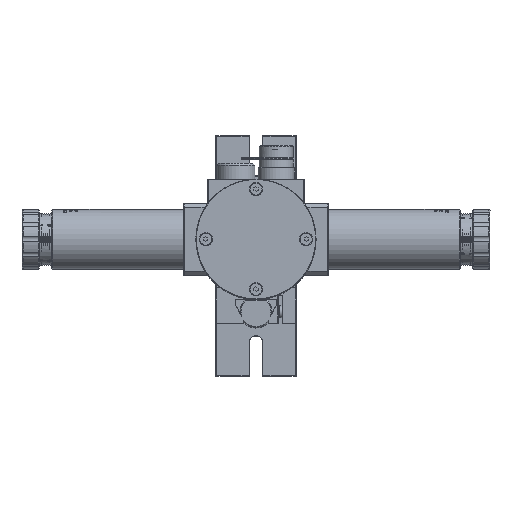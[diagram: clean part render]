
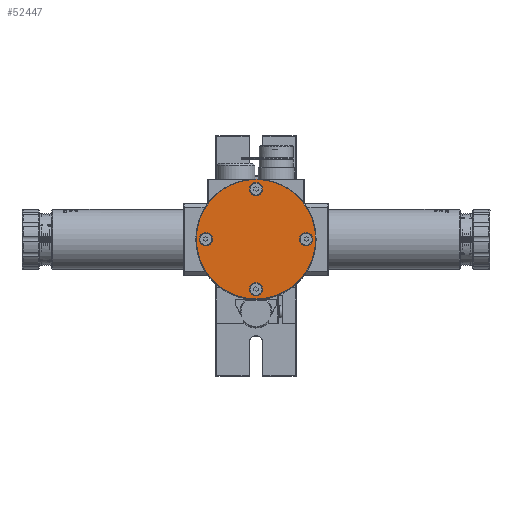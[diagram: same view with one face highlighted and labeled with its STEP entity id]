
A CAD part, top view. The second image highlights one B-rep face of the part: STEP entity #52447.
In plain terms, the highlighted planar face has unit normal (0, 0, 1).
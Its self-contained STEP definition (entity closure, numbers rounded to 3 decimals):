
#3471=FACE_BOUND('',#9291,.T.);
#3472=FACE_BOUND('',#9292,.T.);
#3473=FACE_BOUND('',#9293,.T.);
#3474=FACE_BOUND('',#9294,.T.);
#4233=PLANE('',#55695);
#6309=FACE_OUTER_BOUND('',#9290,.T.);
#9290=EDGE_LOOP('',(#39580));
#9291=EDGE_LOOP('',(#39581,#39582));
#9292=EDGE_LOOP('',(#39583,#39584));
#9293=EDGE_LOOP('',(#39585,#39586));
#9294=EDGE_LOOP('',(#39587,#39588));
#19248=CIRCLE('',#55669,3.25);
#19249=CIRCLE('',#55670,3.25);
#19254=CIRCLE('',#55677,3.25);
#19255=CIRCLE('',#55678,3.25);
#19260=CIRCLE('',#55685,3.25);
#19261=CIRCLE('',#55686,3.25);
#19266=CIRCLE('',#55693,3.25);
#19267=CIRCLE('',#55694,3.25);
#19268=CIRCLE('',#55696,29.8);
#22468=VERTEX_POINT('',#100694);
#22469=VERTEX_POINT('',#100696);
#22474=VERTEX_POINT('',#100710);
#22475=VERTEX_POINT('',#100712);
#22480=VERTEX_POINT('',#100726);
#22481=VERTEX_POINT('',#100728);
#22486=VERTEX_POINT('',#100742);
#22487=VERTEX_POINT('',#100744);
#22488=VERTEX_POINT('',#100748);
#28615=EDGE_CURVE('',#22468,#22469,#19248,.T.);
#28616=EDGE_CURVE('',#22469,#22468,#19249,.T.);
#28623=EDGE_CURVE('',#22474,#22475,#19254,.T.);
#28624=EDGE_CURVE('',#22475,#22474,#19255,.T.);
#28631=EDGE_CURVE('',#22480,#22481,#19260,.T.);
#28632=EDGE_CURVE('',#22481,#22480,#19261,.T.);
#28639=EDGE_CURVE('',#22486,#22487,#19266,.T.);
#28640=EDGE_CURVE('',#22487,#22486,#19267,.T.);
#28641=EDGE_CURVE('',#22488,#22488,#19268,.T.);
#39580=ORIENTED_EDGE('',*,*,#28641,.F.);
#39581=ORIENTED_EDGE('',*,*,#28616,.F.);
#39582=ORIENTED_EDGE('',*,*,#28615,.F.);
#39583=ORIENTED_EDGE('',*,*,#28624,.F.);
#39584=ORIENTED_EDGE('',*,*,#28623,.F.);
#39585=ORIENTED_EDGE('',*,*,#28632,.F.);
#39586=ORIENTED_EDGE('',*,*,#28631,.F.);
#39587=ORIENTED_EDGE('',*,*,#28640,.F.);
#39588=ORIENTED_EDGE('',*,*,#28639,.F.);
#52447=ADVANCED_FACE('',(#6309,#3471,#3472,#3473,#3474),#4233,.F.);
#55669=AXIS2_PLACEMENT_3D('',#100697,#62714,#62715);
#55670=AXIS2_PLACEMENT_3D('',#100698,#62716,#62717);
#55677=AXIS2_PLACEMENT_3D('',#100713,#62732,#62733);
#55678=AXIS2_PLACEMENT_3D('',#100714,#62734,#62735);
#55685=AXIS2_PLACEMENT_3D('',#100729,#62750,#62751);
#55686=AXIS2_PLACEMENT_3D('',#100730,#62752,#62753);
#55693=AXIS2_PLACEMENT_3D('',#100745,#62768,#62769);
#55694=AXIS2_PLACEMENT_3D('',#100746,#62770,#62771);
#55695=AXIS2_PLACEMENT_3D('',#100747,#62772,#62773);
#55696=AXIS2_PLACEMENT_3D('',#100749,#62774,#62775);
#62714=DIRECTION('center_axis',(0.,0.,
1.));
#62715=DIRECTION('ref_axis',(1.,0.,0.));
#62716=DIRECTION('center_axis',(0.,0.,
1.));
#62717=DIRECTION('ref_axis',(1.,0.,0.));
#62732=DIRECTION('center_axis',(0.,0.,
1.));
#62733=DIRECTION('ref_axis',(1.,0.,0.));
#62734=DIRECTION('center_axis',(0.,0.,
1.));
#62735=DIRECTION('ref_axis',(1.,0.,0.));
#62750=DIRECTION('center_axis',(0.,0.,
1.));
#62751=DIRECTION('ref_axis',(1.,0.,0.));
#62752=DIRECTION('center_axis',(0.,0.,
1.));
#62753=DIRECTION('ref_axis',(1.,0.,0.));
#62768=DIRECTION('center_axis',(0.,0.,
1.));
#62769=DIRECTION('ref_axis',(1.,0.,0.));
#62770=DIRECTION('center_axis',(0.,0.,
1.));
#62771=DIRECTION('ref_axis',(1.,0.,0.));
#62772=DIRECTION('center_axis',(0.,0.,
-1.));
#62773=DIRECTION('ref_axis',(-1.,0.,0.));
#62774=DIRECTION('center_axis',(0.,0.,
-1.));
#62775=DIRECTION('ref_axis',(-1.,0.,0.));
#100694=CARTESIAN_POINT('',(32.75,62.76,242.));
#100696=CARTESIAN_POINT('',(39.25,62.76,242.));
#100697=CARTESIAN_POINT('Origin',(36.,62.76,242.));
#100698=CARTESIAN_POINT('Origin',(36.,62.76,242.));
#100710=CARTESIAN_POINT('',(7.75,37.76,242.));
#100712=CARTESIAN_POINT('',(14.25,37.76,242.));
#100713=CARTESIAN_POINT('Origin',(11.,37.76,242.));
#100714=CARTESIAN_POINT('Origin',(11.,37.76,242.));
#100726=CARTESIAN_POINT('',(32.75,12.76,242.));
#100728=CARTESIAN_POINT('',(39.25,12.76,242.));
#100729=CARTESIAN_POINT('Origin',(36.,12.76,242.));
#100730=CARTESIAN_POINT('Origin',(36.,12.76,242.));
#100742=CARTESIAN_POINT('',(57.75,37.76,242.));
#100744=CARTESIAN_POINT('',(64.25,37.76,242.));
#100745=CARTESIAN_POINT('Origin',(61.,37.76,242.));
#100746=CARTESIAN_POINT('Origin',(61.,37.76,242.));
#100747=CARTESIAN_POINT('Origin',(36.,37.76,242.));
#100748=CARTESIAN_POINT('',(65.8,37.76,242.));
#100749=CARTESIAN_POINT('Origin',(36.,37.76,242.));
